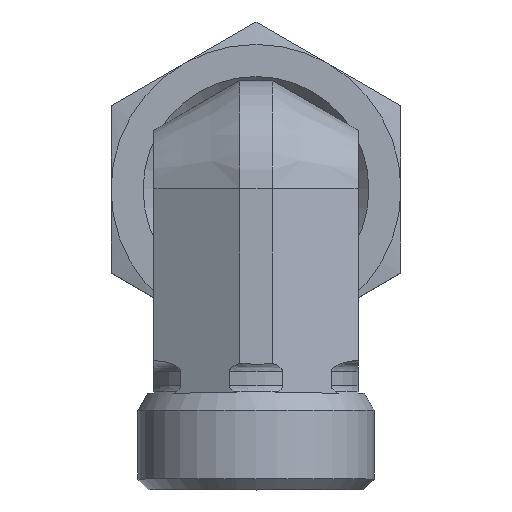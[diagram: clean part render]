
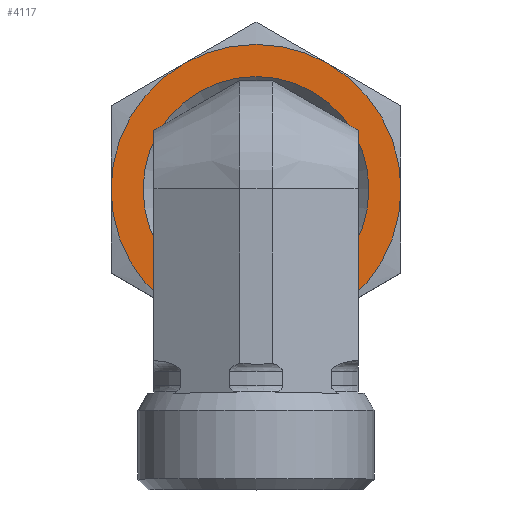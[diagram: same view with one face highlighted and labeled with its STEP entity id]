
A CAD part, top view. The second image highlights one B-rep face of the part: STEP entity #4117.
In plain terms, the highlighted face is planar.
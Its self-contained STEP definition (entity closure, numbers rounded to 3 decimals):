
#4021=CARTESIAN_POINT('',(-10.516,0.,0.0));
#4022=VERTEX_POINT('',#4021);
#4023=CARTESIAN_POINT('',(0.0,0.0,0.0));
#4024=DIRECTION('',(0.0,0.0,-1.0));
#4025=DIRECTION('',(1.0,0.0,0.0));
#4026=AXIS2_PLACEMENT_3D('',#4023,#4024,#4025);
#4027=CIRCLE('',#4026,10.516);
#4028=EDGE_CURVE('',#4022,#4022,#4027,.T.);
#4053=CARTESIAN_POINT('',(0.,0.,0.0));
#4054=DIRECTION('',(0.0,0.0,1.0));
#4055=DIRECTION('',(1.0,0.0,0.0));
#4056=AXIS2_PLACEMENT_3D('',#4053,#4054,#4055);
#4057=PLANE('',#4056);
#4058=CARTESIAN_POINT('',(-6.75,11.691,0.0));
#4059=VERTEX_POINT('',#4058);
#4060=CARTESIAN_POINT('',(6.75,11.691,0.0));
#4061=VERTEX_POINT('',#4060);
#4062=CARTESIAN_POINT('',(0.0,0.0,0.0));
#4063=DIRECTION('',(0.0,0.0,-1.0));
#4064=DIRECTION('',(1.0,0.0,0.0));
#4065=AXIS2_PLACEMENT_3D('',#4062,#4063,#4064);
#4066=CIRCLE('',#4065,13.5);
#4067=EDGE_CURVE('',#4059,#4061,#4066,.T.);
#4068=ORIENTED_EDGE('',*,*,#4067,.T.);
#4069=CARTESIAN_POINT('',(13.5,0.,0.0));
#4070=VERTEX_POINT('',#4069);
#4071=CARTESIAN_POINT('',(0.0,0.0,0.0));
#4072=DIRECTION('',(0.0,0.0,-1.0));
#4073=DIRECTION('',(1.0,0.0,0.0));
#4074=AXIS2_PLACEMENT_3D('',#4071,#4072,#4073);
#4075=CIRCLE('',#4074,13.5);
#4076=EDGE_CURVE('',#4061,#4070,#4075,.T.);
#4077=ORIENTED_EDGE('',*,*,#4076,.T.);
#4078=CARTESIAN_POINT('',(6.75,-11.691,0.0));
#4079=VERTEX_POINT('',#4078);
#4080=CARTESIAN_POINT('',(0.0,0.0,0.0));
#4081=DIRECTION('',(0.0,0.0,-1.0));
#4082=DIRECTION('',(1.0,0.0,0.0));
#4083=AXIS2_PLACEMENT_3D('',#4080,#4081,#4082);
#4084=CIRCLE('',#4083,13.5);
#4085=EDGE_CURVE('',#4070,#4079,#4084,.T.);
#4086=ORIENTED_EDGE('',*,*,#4085,.T.);
#4087=CARTESIAN_POINT('',(-6.75,-11.691,0.0));
#4088=VERTEX_POINT('',#4087);
#4089=CARTESIAN_POINT('',(0.0,0.0,0.0));
#4090=DIRECTION('',(0.0,0.0,-1.0));
#4091=DIRECTION('',(1.0,0.0,0.0));
#4092=AXIS2_PLACEMENT_3D('',#4089,#4090,#4091);
#4093=CIRCLE('',#4092,13.5);
#4094=EDGE_CURVE('',#4079,#4088,#4093,.T.);
#4095=ORIENTED_EDGE('',*,*,#4094,.T.);
#4096=CARTESIAN_POINT('',(-13.5,0.,0.0));
#4097=VERTEX_POINT('',#4096);
#4098=CARTESIAN_POINT('',(0.0,0.0,0.0));
#4099=DIRECTION('',(0.0,0.0,-1.0));
#4100=DIRECTION('',(1.0,0.0,0.0));
#4101=AXIS2_PLACEMENT_3D('',#4098,#4099,#4100);
#4102=CIRCLE('',#4101,13.5);
#4103=EDGE_CURVE('',#4088,#4097,#4102,.T.);
#4104=ORIENTED_EDGE('',*,*,#4103,.T.);
#4105=CARTESIAN_POINT('',(0.0,0.0,0.0));
#4106=DIRECTION('',(0.0,0.0,-1.0));
#4107=DIRECTION('',(1.0,0.0,0.0));
#4108=AXIS2_PLACEMENT_3D('',#4105,#4106,#4107);
#4109=CIRCLE('',#4108,13.5);
#4110=EDGE_CURVE('',#4097,#4059,#4109,.T.);
#4111=ORIENTED_EDGE('',*,*,#4110,.T.);
#4112=EDGE_LOOP('',(#4068,#4077,#4086,#4095,#4104,#4111));
#4113=FACE_OUTER_BOUND('',#4112,.T.);
#4114=ORIENTED_EDGE('',*,*,#4028,.F.);
#4115=EDGE_LOOP('',(#4114));
#4116=FACE_BOUND('',#4115,.T.);
#4117=ADVANCED_FACE('',(#4113,#4116),#4057,.F.);
